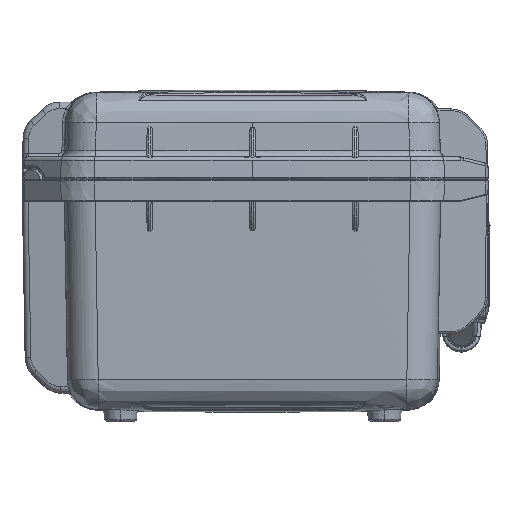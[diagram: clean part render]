
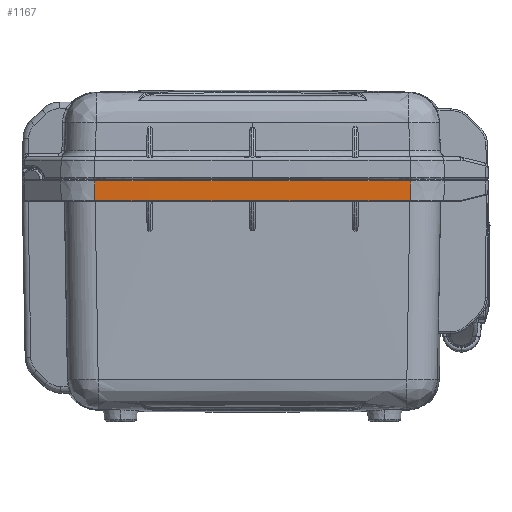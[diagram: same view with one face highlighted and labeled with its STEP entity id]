
A CAD part, left-side view. The second image highlights one B-rep face of the part: STEP entity #1167.
In plain terms, the highlighted conical face has half-angle 2 degrees and reference radius 5910.58 mm.
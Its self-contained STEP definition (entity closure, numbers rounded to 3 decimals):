
#1167 = ADVANCED_FACE ( 'NONE', ( #182742 ), #211501, .T. ) ;
#1331 = CARTESIAN_POINT ( 'NONE',  ( -179.08, -92.187, -6.759 ) ) ;
#2644 = DIRECTION ( 'NONE',  ( 0., 0., 1. ) ) ;
#13506 = CIRCLE ( 'NONE', #13585, 5910.181 ) ;
#13585 = AXIS2_PLACEMENT_3D ( 'NONE', #71141, #72721, #163487 ) ;
#14036 = EDGE_CURVE ( 'NONE', #110420, #127476, #224966, .T. ) ;
#18232 = DIRECTION ( 'NONE',  ( 0., 0., 1. ) ) ;
#25048 = VERTEX_POINT ( 'NONE', #92247 ) ;
#27463 = EDGE_CURVE ( 'NONE', #110420, #177001, #37465, .T. ) ;
#30169 = DIRECTION ( 'NONE',  ( 0., 0., 1. ) ) ;
#33105 = DIRECTION ( 'NONE',  ( 0.035, -0.001, -0.999 ) ) ;
#37465 = CIRCLE ( 'NONE', #46372, 5910.583 ) ;
#40605 = CARTESIAN_POINT ( 'NONE',  ( -178.879, -92.184, -12.517 ) ) ;
#46372 = AXIS2_PLACEMENT_3D ( 'NONE', #139284, #30169, #47820 ) ;
#47820 = DIRECTION ( 'NONE',  ( -1., 0., 0. ) ) ;
#71141 = CARTESIAN_POINT ( 'NONE',  ( 5730.583, 0., -12.517 ) ) ;
#72721 = DIRECTION ( 'NONE',  ( 0., 0., -1. ) ) ;
#74982 = CARTESIAN_POINT ( 'NONE',  ( 5730.583, 0., -1. ) ) ;
#76236 = DIRECTION ( 'NONE',  ( 1., 0., 0. ) ) ;
#80710 = EDGE_CURVE ( 'NONE', #177001, #130487, #213521, .T. ) ;
#82087 = CARTESIAN_POINT ( 'NONE',  ( -179.281, -92.19, -1. ) ) ;
#82567 = ORIENTED_EDGE ( 'NONE', *, *, #80710, .F. ) ;
#87548 = VECTOR ( 'NONE', #164910, 1000. ) ;
#91918 = EDGE_LOOP ( 'NONE', ( #190323, #118177, #112571, #233560, #162213, #82567 ) ) ;
#92247 = CARTESIAN_POINT ( 'NONE',  ( -179.598, 0., -12.517 ) ) ;
#108647 = AXIS2_PLACEMENT_3D ( 'NONE', #158688, #141824, #176356 ) ;
#110420 = VERTEX_POINT ( 'NONE', #211052 ) ;
#111164 = EDGE_CURVE ( 'NONE', #130487, #142478, #216774, .T. ) ;
#112571 = ORIENTED_EDGE ( 'NONE', *, *, #209016, .F. ) ;
#118177 = ORIENTED_EDGE ( 'NONE', *, *, #14036, .T. ) ;
#127476 = VERTEX_POINT ( 'NONE', #133293 ) ;
#130487 = VERTEX_POINT ( 'NONE', #82087 ) ;
#133293 = CARTESIAN_POINT ( 'NONE',  ( -178.879, 92.184, -12.517 ) ) ;
#134594 = AXIS2_PLACEMENT_3D ( 'NONE', #223902, #2644, #76236 ) ;
#139284 = CARTESIAN_POINT ( 'NONE',  ( 5730.583, 0., -1. ) ) ;
#141824 = DIRECTION ( 'NONE',  ( 0., 0., -1. ) ) ;
#142478 = VERTEX_POINT ( 'NONE', #40605 ) ;
#158688 = CARTESIAN_POINT ( 'NONE',  ( 5730.583, 0., -12.517 ) ) ;
#162213 = ORIENTED_EDGE ( 'NONE', *, *, #111164, .F. ) ;
#163487 = DIRECTION ( 'NONE',  ( -1., 0., 0. ) ) ;
#164910 = DIRECTION ( 'NONE',  ( 0.035, 0.001, -0.999 ) ) ;
#176164 = VECTOR ( 'NONE', #33105, 1000. ) ;
#176356 = DIRECTION ( 'NONE',  ( -1., 0., 0. ) ) ;
#177001 = VERTEX_POINT ( 'NONE', #190059 ) ;
#180688 = CARTESIAN_POINT ( 'NONE',  ( -179.08, 92.187, -6.759 ) ) ;
#182742 = FACE_OUTER_BOUND ( 'NONE', #91918, .T. ) ;
#190059 = CARTESIAN_POINT ( 'NONE',  ( -180., 0., -1. ) ) ;
#190323 = ORIENTED_EDGE ( 'NONE', *, *, #27463, .F. ) ;
#203400 = DIRECTION ( 'NONE',  ( -1., 0., 0. ) ) ;
#209016 = EDGE_CURVE ( 'NONE', #25048, #127476, #212163, .T. ) ;
#211052 = CARTESIAN_POINT ( 'NONE',  ( -179.281, 92.19, -1. ) ) ;
#211120 = EDGE_CURVE ( 'NONE', #142478, #25048, #13506, .T. ) ;
#211501 = CONICAL_SURFACE ( 'NONE', #134594, 5910.583, 0.035 ) ;
#212163 = CIRCLE ( 'NONE', #108647, 5910.181 ) ;
#213521 = CIRCLE ( 'NONE', #217944, 5910.583 ) ;
#216774 = LINE ( 'NONE', #1331, #87548 ) ;
#217944 = AXIS2_PLACEMENT_3D ( 'NONE', #74982, #18232, #203400 ) ;
#223902 = CARTESIAN_POINT ( 'NONE',  ( 5730.583, 0., -1. ) ) ;
#224966 = LINE ( 'NONE', #180688, #176164 ) ;
#233560 = ORIENTED_EDGE ( 'NONE', *, *, #211120, .F. ) ;
